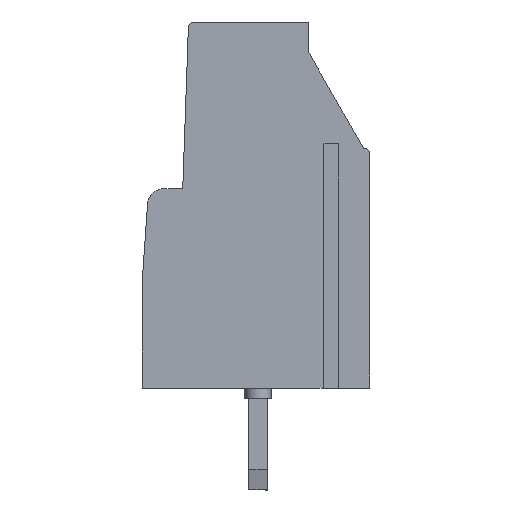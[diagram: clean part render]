
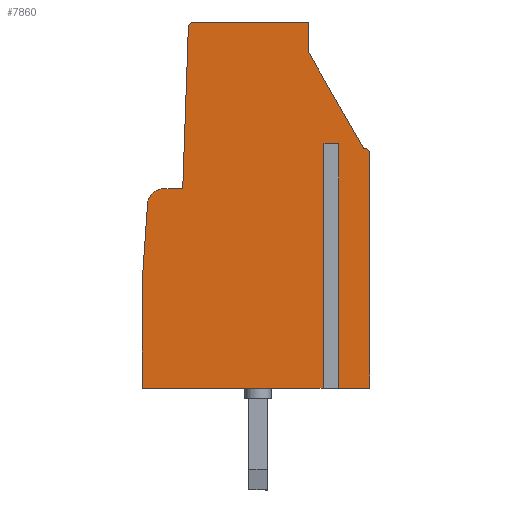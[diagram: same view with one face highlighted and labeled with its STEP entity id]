
A CAD part, top view. The second image highlights one B-rep face of the part: STEP entity #7860.
In plain terms, the highlighted face is planar.
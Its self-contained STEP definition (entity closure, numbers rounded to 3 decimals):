
#100=CARTESIAN_POINT('',(-43.39,87.486,
   -7.5));
#110=VERTEX_POINT('',#100);
#160=CARTESIAN_POINT('',(0.,87.486,
   -7.5));
#170=DIRECTION('',(1.,0.,
   0.));
#180=VECTOR('',#170,1.);
#190=LINE('',#160,#180);
#200=CARTESIAN_POINT('',(-43.804,87.486,
   -7.5));
#210=VERTEX_POINT('',#200);
#220=EDGE_CURVE('',#210,#110,#190,.T.);
#6610=CARTESIAN_POINT('',(0.,0.,
   -7.5));
#6620=DIRECTION('',(0.,0.,
   1.));
#6630=DIRECTION('',(1.,0.,
   0.));
#6640=AXIS2_PLACEMENT_3D('',#6610,#6620,#6630);
#6650=PLANE('',#6640);
#6660=CARTESIAN_POINT('',(-36.87,93.186
   ,-7.5));
#6670=DIRECTION('',(0.,0.,
   1.));
#6680=DIRECTION('',(1.,0.,
   0.));
#6690=AXIS2_PLACEMENT_3D('',#6660,#6670,#6680);
#6700=CIRCLE('',#6690,0.3);
#6710=CARTESIAN_POINT('',(-36.57,93.196
   ,-7.5));
#6720=VERTEX_POINT('',#6710);
#6730=CARTESIAN_POINT('',(-36.87,93.486
   ,-7.5));
#6740=VERTEX_POINT('',#6730);
#6750=EDGE_CURVE('',#6720,#6740,#6700,.T.);
#6760=ORIENTED_EDGE('',*,*,#6750,.F.);
#6770=CARTESIAN_POINT('',(-42.497,93.486
   ,-7.5));
#6780=DIRECTION('',(1.,0.,
   0.));
#6790=VECTOR('',#6780,1.);
#6800=LINE('',#6770,#6790);
#6810=CARTESIAN_POINT('',(-42.497,93.486
   ,-7.5));
#6820=VERTEX_POINT('',#6810);
#6830=EDGE_CURVE('',#6820,#6740,#6800,.T.);
#6840=ORIENTED_EDGE('',*,*,#6830,.T.);
#6850=CARTESIAN_POINT('',(-42.497,91.962
   ,-7.5));
#6860=DIRECTION('',(0.,1.,
   0.));
#6870=VECTOR('',#6860,1.);
#6880=LINE('',#6850,#6870);
#6890=CARTESIAN_POINT('',(-42.497,91.962
   ,-7.5));
#6900=VERTEX_POINT('',#6890);
#6910=EDGE_CURVE('',#6900,#6820,#6880,.T.);
#6920=ORIENTED_EDGE('',*,*,#6910,.T.);
#6930=CARTESIAN_POINT('',(-45.197,87.286
   ,-7.5));
#6940=DIRECTION('',(0.5,0.866,
   0.));
#6950=VECTOR('',#6940,1.);
#6960=LINE('',#6930,#6950);
#6970=CARTESIAN_POINT('',(-45.197,87.286
   ,-7.5));
#6980=VERTEX_POINT('',#6970);
#6990=EDGE_CURVE('',#6980,#6900,#6960,.T.);
#7000=ORIENTED_EDGE('',*,*,#6990,.T.);
#7010=CARTESIAN_POINT('',(-45.197,86.986
   ,-7.5));
#7020=DIRECTION('',(0.,0.,
   1.));
#7030=DIRECTION('',(1.,0.,
   0.));
#7040=AXIS2_PLACEMENT_3D('',#7010,#7020,#7030);
#7050=CIRCLE('',#7040,0.3);
#7060=CARTESIAN_POINT('',(-45.497,86.986
   ,-7.5));
#7070=VERTEX_POINT('',#7060);
#7080=EDGE_CURVE('',#6980,#7070,#7050,.T.);
#7090=ORIENTED_EDGE('',*,*,#7080,.F.);
#7100=CARTESIAN_POINT('',(-45.497,75.486
   ,-7.5));
#7110=DIRECTION('',(0.,1.,
   0.));
#7120=VECTOR('',#7110,1.);
#7130=LINE('',#7100,#7120);
#7140=CARTESIAN_POINT('',(-45.497,75.486
   ,-7.5));
#7150=VERTEX_POINT('',#7140);
#7160=EDGE_CURVE('',#7150,#7070,#7130,.T.);
#7170=ORIENTED_EDGE('',*,*,#7160,.T.);
#7180=CARTESIAN_POINT('',(-45.497,75.486
   ,-7.5));
#7190=DIRECTION('',(1.,0.,
   0.));
#7200=VECTOR('',#7190,1.);
#7210=LINE('',#7180,#7200);
#7220=CARTESIAN_POINT('',(-43.804,75.486
   ,-7.5));
#7230=VERTEX_POINT('',#7220);
#7240=EDGE_CURVE('',#7150,#7230,#7210,.T.);
#7250=ORIENTED_EDGE('',*,*,#7240,.F.);
#7260=CARTESIAN_POINT('',(-43.804,0.
   ,-7.5));
#7270=DIRECTION('',(0.,-1.,
   0.));
#7280=VECTOR('',#7270,1.);
#7290=LINE('',#7260,#7280);
#7300=EDGE_CURVE('',#210,#7230,#7290,.T.);
#7310=ORIENTED_EDGE('',*,*,#7300,.T.);
#7320=ORIENTED_EDGE('',*,*,#220,.F.);
#7330=CARTESIAN_POINT('',(-43.39,0.
   ,-7.5));
#7340=DIRECTION('',(0.,1.,
   0.));
#7350=VECTOR('',#7340,1.);
#7360=LINE('',#7330,#7350);
#7370=CARTESIAN_POINT('',(-43.39,75.486
   ,-7.5));
#7380=VERTEX_POINT('',#7370);
#7390=EDGE_CURVE('',#7380,#110,#7360,.T.);
#7400=ORIENTED_EDGE('',*,*,#7390,.T.);
#7410=CARTESIAN_POINT('',(-34.297,75.486
   ,-7.5));
#7420=VERTEX_POINT('',#7410);
#7430=EDGE_CURVE('',#7380,#7420,#7210,.T.);
#7440=ORIENTED_EDGE('',*,*,#7430,.F.);
#7450=CARTESIAN_POINT('',(-34.297,80.656
   ,-7.5));
#7460=DIRECTION('',(0.,-1.,
   0.));
#7470=VECTOR('',#7460,1.);
#7480=LINE('',#7450,#7470);
#7490=CARTESIAN_POINT('',(-34.297,80.656
   ,-7.5));
#7500=VERTEX_POINT('',#7490);
#7510=EDGE_CURVE('',#7500,#7420,#7480,.T.);
#7520=ORIENTED_EDGE('',*,*,#7510,.T.);
#7530=CARTESIAN_POINT('',(-34.566,84.541
   ,-7.5));
#7540=DIRECTION('',(0.069,-0.998,
   0.));
#7550=VECTOR('',#7540,1.);
#7560=LINE('',#7530,#7550);
#7570=CARTESIAN_POINT('',(-34.566,84.541
   ,-7.5));
#7580=VERTEX_POINT('',#7570);
#7590=EDGE_CURVE('',#7580,#7500,#7560,.T.);
#7600=ORIENTED_EDGE('',*,*,#7590,.T.);
#7610=CARTESIAN_POINT('',(-35.364,84.486
   ,-7.5));
#7620=DIRECTION('',(0.,0.,
   1.));
#7630=DIRECTION('',(1.,0.,
   0.));
#7640=AXIS2_PLACEMENT_3D('',#7610,#7620,#7630);
#7650=CIRCLE('',#7640,0.8);
#7660=CARTESIAN_POINT('',(-35.364,85.286
   ,-7.5));
#7670=VERTEX_POINT('',#7660);
#7680=EDGE_CURVE('',#7580,#7670,#7650,.T.);
#7690=ORIENTED_EDGE('',*,*,#7680,.F.);
#7700=CARTESIAN_POINT('',(-36.294,85.286
   ,-7.5));
#7710=DIRECTION('',(1.,0.,
   0.));
#7720=VECTOR('',#7710,1.);
#7730=LINE('',#7700,#7720);
#7740=CARTESIAN_POINT('',(-36.294,85.286
   ,-7.5));
#7750=VERTEX_POINT('',#7740);
#7760=EDGE_CURVE('',#7750,#7670,#7730,.T.);
#7770=ORIENTED_EDGE('',*,*,#7760,.T.);
#7780=CARTESIAN_POINT('',(-36.57,93.196
   ,-7.5));
#7790=DIRECTION('',(0.035,-0.999,
   0.));
#7800=VECTOR('',#7790,1.);
#7810=LINE('',#7780,#7800);
#7820=EDGE_CURVE('',#6720,#7750,#7810,.T.);
#7830=ORIENTED_EDGE('',*,*,#7820,.T.);
#7840=EDGE_LOOP('',(#7830,#7770,#7690,#7600,#7520,#7440,#7400,#7320,
   #7310,#7250,#7170,#7090,#7000,#6920,#6840,#6760));
#7850=FACE_OUTER_BOUND('',#7840,.T.);
#7860=ADVANCED_FACE('',(#7850),#6650,.F.);
